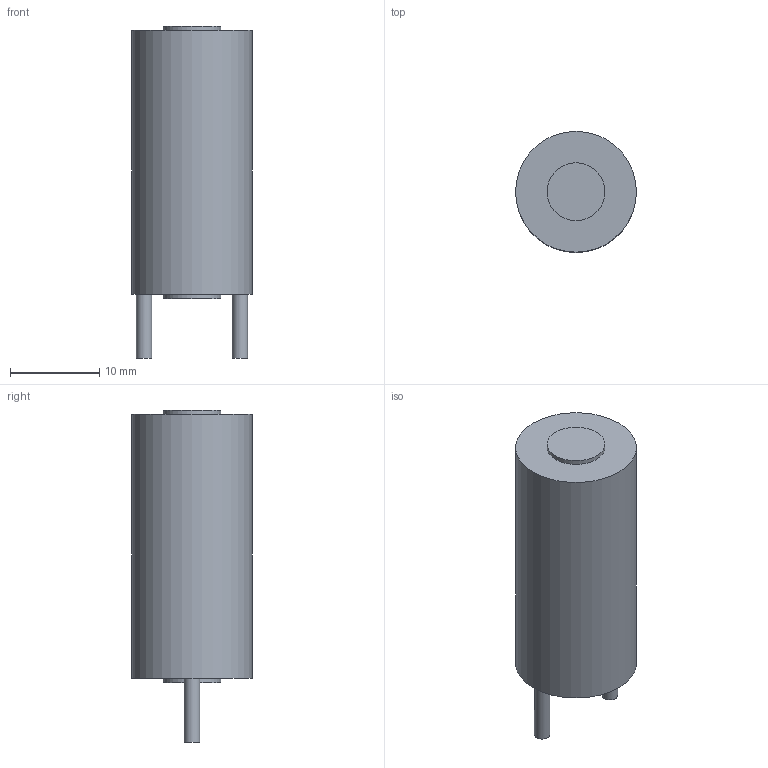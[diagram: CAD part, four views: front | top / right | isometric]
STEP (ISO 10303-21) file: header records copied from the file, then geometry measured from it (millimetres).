
FILE_DESCRIPTION(/* description */ (''),/* implementation_level */ '2;1');
FILE_NAME(/* name */ 'IND_COILCRAFT_PCV-0-472-20L.stp',/* time_stamp */ '2015-09-07T15:00:43+02:00',/* author */ ('bcivel'),/* organization */ (''),/* preprocessor_version */ 'ST-DEVELOPER v15.5',/* originating_system */ 'AutoCAD Mechanical',/* authorisation */ '');
FILE_SCHEMA (('AUTOMOTIVE_DESIGN { 1 0 10303 214 3 1 1 }'));
Length unit declared in the file: millimetre
Products named in the file (1): Product
Bounding box: 13.5 x 13.5 x 37.1 mm (x, y, z)
Volume: 4289.3 mm3; surface area: 2909.6 mm2
Topology: 5 solids, 5 shells, 16 faces, 20 edges, 14 vertices
Faces by surface type: plane 10, cylinder 6
Full cylindrical faces by diameter (mm): 1.73 x2, 6.47 x3, 13.5 x1
Entity records: 330 total; most frequent: DIRECTION 58, CARTESIAN_POINT 41, AXIS2_PLACEMENT_3D 29, EDGE_LOOP 24, ORIENTED_EDGE 24, FACE_OUTER_BOUND 16, ADVANCED_FACE 16, CIRCLE 12
